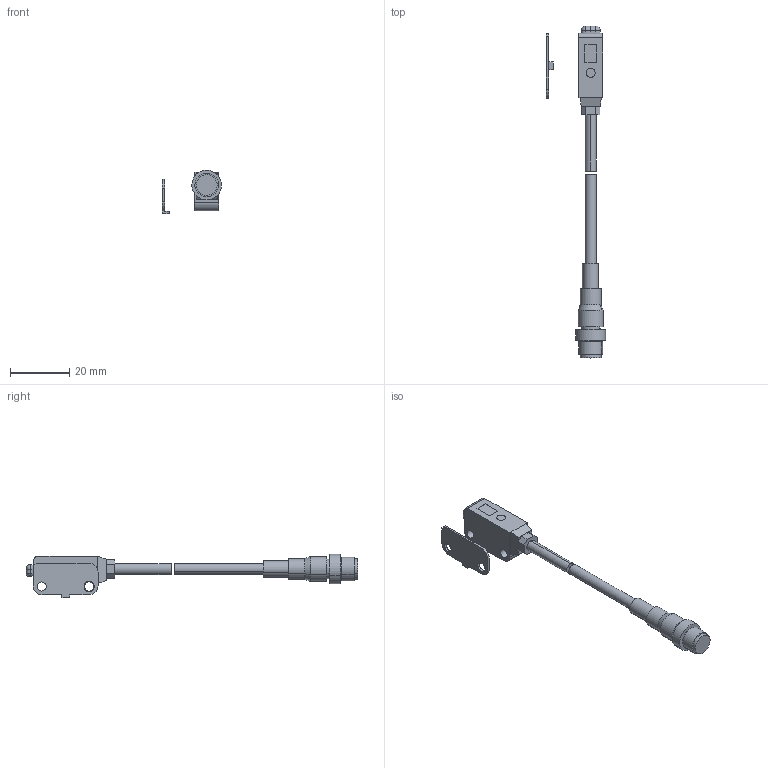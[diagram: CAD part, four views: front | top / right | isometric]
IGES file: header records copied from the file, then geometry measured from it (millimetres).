
Start section: SolidWorks IGES file using analytic representation for surfaces
Global section: file name: ex-l291-j.IGS; native system: SolidWorks 2007; preprocessor: SolidWorks 2007; author: tm1310; date: 100909.182620; units: millimetre
Bounding box: 19.89 x 111.9 x 14.69 mm (x, y, z)
Volume: 4558.8 mm3; surface area: 3429.2 mm2
Topology: 3 solids, 3 shells, 122 faces, 287 edges, 184 vertices
Faces by surface type: plane 67, revolution 55
